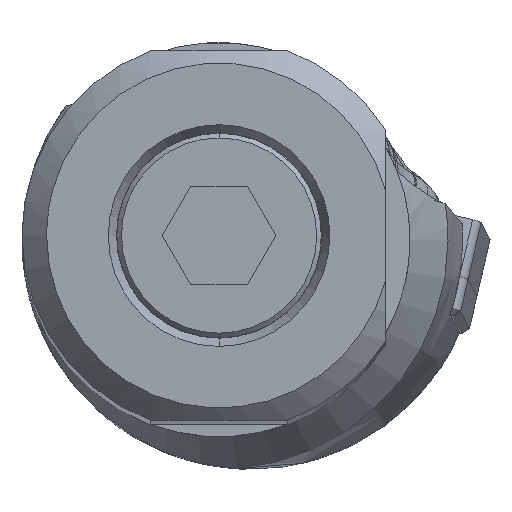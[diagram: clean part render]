
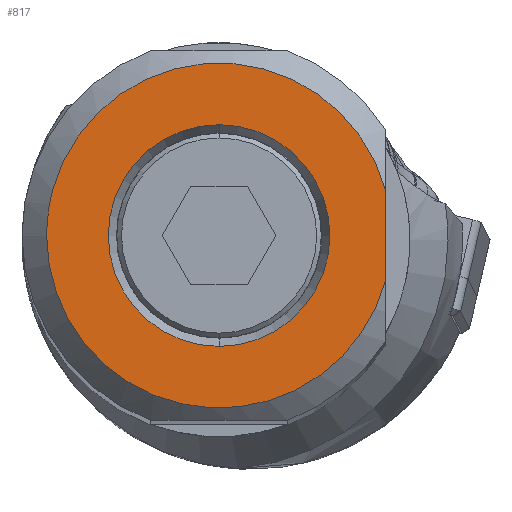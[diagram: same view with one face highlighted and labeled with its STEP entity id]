
A CAD part, top view. The second image highlights one B-rep face of the part: STEP entity #817.
In plain terms, the highlighted planar face has unit normal (0, 0, 1).
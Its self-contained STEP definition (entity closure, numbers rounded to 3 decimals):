
#817=ADVANCED_FACE('',(#1197,#1198),#1111,.T.);
#1111=PLANE('',#5654);
#1197=FACE_BOUND('',#1237,.T.);
#1198=FACE_BOUND('',#1238,.T.);
#1237=EDGE_LOOP('',(#1598,#1599,#1600,#1601));
#1238=EDGE_LOOP('',(#1602,#1603));
#1598=ORIENTED_EDGE('',*,*,#3810,.F.);
#1599=ORIENTED_EDGE('',*,*,#3811,.F.);
#1600=ORIENTED_EDGE('',*,*,#3812,.F.);
#1601=ORIENTED_EDGE('',*,*,#3813,.F.);
#1602=ORIENTED_EDGE('',*,*,#3814,.F.);
#1603=ORIENTED_EDGE('',*,*,#3815,.F.);
#3248=VERTEX_POINT('',#7748);
#3249=VERTEX_POINT('',#7749);
#3250=VERTEX_POINT('',#7751);
#3251=VERTEX_POINT('',#7753);
#3252=VERTEX_POINT('',#7756);
#3253=VERTEX_POINT('',#7757);
#3810=EDGE_CURVE('',#3248,#3249,#4644,.T.);
#3811=EDGE_CURVE('',#3250,#3248,#4645,.T.);
#3812=EDGE_CURVE('',#3251,#3250,#4646,.T.);
#3813=EDGE_CURVE('',#3249,#3251,#4996,.T.);
#3814=EDGE_CURVE('',#3252,#3253,#4647,.T.);
#3815=EDGE_CURVE('',#3253,#3252,#4648,.T.);
#4644=CIRCLE('',#5649,14.);
#4645=CIRCLE('',#5650,14.);
#4646=CIRCLE('',#5651,14.);
#4647=CIRCLE('',#5652,9.);
#4648=CIRCLE('',#5653,9.);
#4996=LINE('',#7754,#5284);
#5284=VECTOR('',#6305,1.);
#5649=AXIS2_PLACEMENT_3D('',#7747,#6299,#6300);
#5650=AXIS2_PLACEMENT_3D('',#7750,#6301,#6302);
#5651=AXIS2_PLACEMENT_3D('',#7752,#6303,#6304);
#5652=AXIS2_PLACEMENT_3D('',#7755,#6306,#6307);
#5653=AXIS2_PLACEMENT_3D('',#7758,#6308,#6309);
#5654=AXIS2_PLACEMENT_3D('',#7759,#6310,#6311);
#6299=DIRECTION('',(0.,0.,-1.));
#6300=DIRECTION('',(-0.964,0.265,0.));
#6301=DIRECTION('',(0.,0.,-1.));
#6302=DIRECTION('',(-1.,0.,0.));
#6303=DIRECTION('',(0.,0.,-1.));
#6304=DIRECTION('',(0.964,-0.265,0.));
#6305=DIRECTION('',(0.,-1.,0.));
#6306=DIRECTION('',(0.,0.,1.));
#6307=DIRECTION('',(0.,1.,0.));
#6308=DIRECTION('',(0.,0.,1.));
#6309=DIRECTION('',(0.,-1.,0.));
#6310=DIRECTION('',(0.,0.,1.));
#6311=DIRECTION('',(-1.,0.,0.));
#7747=CARTESIAN_POINT('',(0.,0.,0.));
#7748=CARTESIAN_POINT('',(-13.5,3.708,0.));
#7749=CARTESIAN_POINT('',(13.5,3.708,0.));
#7750=CARTESIAN_POINT('',(0.,0.,0.));
#7751=CARTESIAN_POINT('',(-14.,0.,0.));
#7752=CARTESIAN_POINT('',(0.,0.,0.));
#7753=CARTESIAN_POINT('',(13.5,-3.708,0.));
#7754=CARTESIAN_POINT('',(13.5,3.708,0.));
#7755=CARTESIAN_POINT('',(0.,0.,0.));
#7756=CARTESIAN_POINT('',(0.,9.,0.));
#7757=CARTESIAN_POINT('',(0.,-9.,0.));
#7758=CARTESIAN_POINT('',(0.,0.,0.));
#7759=CARTESIAN_POINT('',(-0.261,0.,0.));
